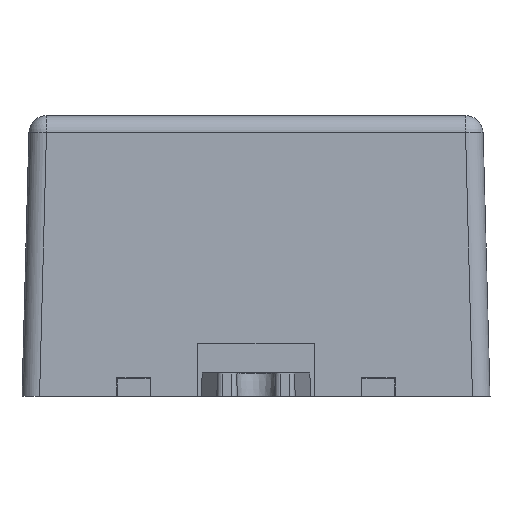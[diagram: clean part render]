
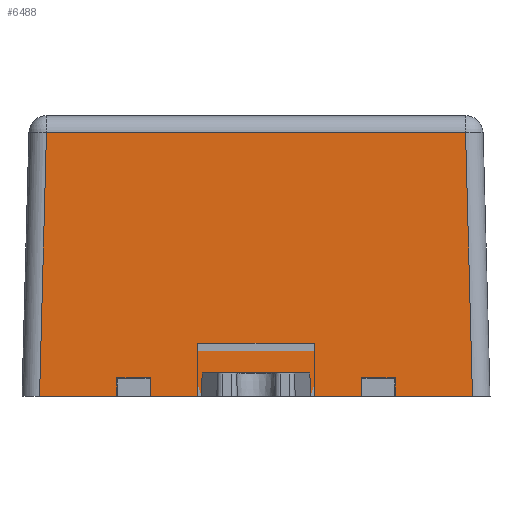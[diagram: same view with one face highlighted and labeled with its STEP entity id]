
A CAD part, left-side view. The second image highlights one B-rep face of the part: STEP entity #6488.
In plain terms, the highlighted planar face has unit normal (-1, 0, 0.026).
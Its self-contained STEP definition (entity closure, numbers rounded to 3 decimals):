
#3339=DIRECTION('',(0.,-1.,0.));
#3340=VECTOR('',#3339,6.601);
#3341=CARTESIAN_POINT('',(2342.342,-137.97,
-9.95));
#3342=LINE('',#3341,#3340);
#3343=CARTESIAN_POINT('',(2342.342,-144.571,-9.95));
#3371=DIRECTION('',(-0.026,0.,-1.));
#3372=VECTOR('',#3371,1.601);
#3373=CARTESIAN_POINT('',(2342.384,-137.97,
-8.35));
#3374=LINE('',#3373,#3372);
#3379=DIRECTION('',(0.,-1.,0.));
#3380=VECTOR('',#3379,2.9);
#3381=CARTESIAN_POINT('',(2342.384,-135.07,
-8.35));
#3382=LINE('',#3381,#3380);
#3391=DIRECTION('',(0.026,0.,1.));
#3392=VECTOR('',#3391,1.601);
#3393=CARTESIAN_POINT('',(2342.342,-135.07,-9.95));
#3394=LINE('',#3393,#3392);
#3633=DIRECTION('',(-0.026,0.026,-0.999));
#3634=VECTOR('',#3633,22.555);
#3635=CARTESIAN_POINT('',(2342.932,-108.16,12.589));
#3636=LINE('',#3635,#3634);
#3637=DIRECTION('',(0.,1.,0.));
#3638=VECTOR('',#3637,35.821);
#3639=CARTESIAN_POINT('',(2342.932,-143.98,12.589));
#3640=LINE('',#3639,#3638);
#3641=DIRECTION('',(0.026,0.026,0.999));
#3642=VECTOR('',#3641,22.555);
#3643=CARTESIAN_POINT('',(2342.342,-144.571,
-9.95));
#3644=LINE('',#3643,#3642);
#3645=DIRECTION('',(0.,-1.,0.));
#3646=VECTOR('',#3645,4.35);
#3647=CARTESIAN_POINT('',(2342.342,-130.72,
-9.95));
#3648=LINE('',#3647,#3646);
#3649=DIRECTION('',(-0.026,-0.022,-0.999));
#3650=VECTOR('',#3649,2.001);
#3651=CARTESIAN_POINT('',(2342.394,-130.676,
-7.95));
#3652=LINE('',#3651,#3650);
#3653=DIRECTION('',(0.,-1.,0.));
#3654=VECTOR('',#3653,9.212);
#3655=CARTESIAN_POINT('',(2342.394,-121.464,
-7.95));
#3656=LINE('',#3655,#3654);
#3657=DIRECTION('',(0.026,-0.022,0.999));
#3658=VECTOR('',#3657,2.001);
#3659=CARTESIAN_POINT('',(2342.342,-121.42,
-9.95));
#3660=LINE('',#3659,#3658);
#3661=DIRECTION('',(0.,-1.,0.));
#3662=VECTOR('',#3661,4.35);
#3663=CARTESIAN_POINT('',(2342.342,-117.07,
-9.95));
#3664=LINE('',#3663,#3662);
#3669=DIRECTION('',(0.026,0.,1.));
#3670=VECTOR('',#3669,1.601);
#3671=CARTESIAN_POINT('',(2342.342,-114.17,
-9.95));
#3672=LINE('',#3671,#3670);
#3701=DIRECTION('',(0.,-1.,0.));
#3702=VECTOR('',#3701,6.601);
#3703=CARTESIAN_POINT('',(2342.342,-107.57,
-9.95));
#3704=LINE('',#3703,#3702);
#4414=CARTESIAN_POINT('',(2342.932,-143.98,12.589));
#4431=CARTESIAN_POINT('',(2342.932,-108.16,12.589));
#4975=DIRECTION('',(0.,-1.,0.));
#4976=VECTOR('',#4975,2.9);
#4977=CARTESIAN_POINT('',(2342.384,-114.17,
-8.35));
#4978=LINE('',#4977,#4976);
#4983=DIRECTION('',(-0.026,0.,-1.));
#4984=VECTOR('',#4983,1.601);
#4985=CARTESIAN_POINT('',(2342.384,-117.07,
-8.35));
#4986=LINE('',#4985,#4984);
#5855=VERTEX_POINT('',#4414);
#5860=VERTEX_POINT('',#4431);
#5951=CARTESIAN_POINT('',(2342.384,-114.17,
-8.35));
#5952=VERTEX_POINT('',#5951);
#5953=CARTESIAN_POINT('',(2342.384,-117.07,
-8.35));
#5954=VERTEX_POINT('',#5953);
#5955=CARTESIAN_POINT('',(2342.342,-114.17,
-9.95));
#5956=VERTEX_POINT('',#5955);
#5957=CARTESIAN_POINT('',(2342.342,-117.07,
-9.95));
#5958=VERTEX_POINT('',#5957);
#5991=CARTESIAN_POINT('',(2342.342,-135.07,-9.95));
#5992=VERTEX_POINT('',#5991);
#5993=CARTESIAN_POINT('',(2342.384,-135.07,
-8.35));
#5994=VERTEX_POINT('',#5993);
#5995=CARTESIAN_POINT('',(2342.384,-137.97,
-8.35));
#5996=VERTEX_POINT('',#5995);
#5997=CARTESIAN_POINT('',(2342.342,-137.97,
-9.95));
#5998=VERTEX_POINT('',#5997);
#6008=VERTEX_POINT('',#3343);
#6013=CARTESIAN_POINT('',(2342.342,-107.57,
-9.95));
#6014=VERTEX_POINT('',#6013);
#6021=CARTESIAN_POINT('',(2342.342,-130.72,
-9.95));
#6022=VERTEX_POINT('',#6021);
#6023=CARTESIAN_POINT('',(2342.394,-130.676,
-7.95));
#6024=VERTEX_POINT('',#6023);
#6025=CARTESIAN_POINT('',(2342.394,-121.464,
-7.95));
#6026=VERTEX_POINT('',#6025);
#6027=CARTESIAN_POINT('',(2342.342,-121.42,
-9.95));
#6028=VERTEX_POINT('',#6027);
#6455=CARTESIAN_POINT('',(2342.629,-126.07,1.025));
#6456=DIRECTION('',(1.,0.,-0.026));
#6457=DIRECTION('',(0.019,0.707,0.707));
#6458=AXIS2_PLACEMENT_3D('',#6455,#6456,#6457);
#6459=PLANE('',#6458);
#6461=ORIENTED_EDGE('',*,*,#6460,.F.);
#6463=ORIENTED_EDGE('',*,*,#6462,.F.);
#6465=ORIENTED_EDGE('',*,*,#6464,.F.);
#6467=ORIENTED_EDGE('',*,*,#6466,.F.);
#6469=ORIENTED_EDGE('',*,*,#6468,.F.);
#6470=ORIENTED_EDGE('',*,*,#6282,.F.);
#6471=ORIENTED_EDGE('',*,*,#6308,.F.);
#6472=ORIENTED_EDGE('',*,*,#6322,.F.);
#6473=ORIENTED_EDGE('',*,*,#6336,.F.);
#6474=ORIENTED_EDGE('',*,*,#6386,.F.);
#6476=ORIENTED_EDGE('',*,*,#6475,.F.);
#6478=ORIENTED_EDGE('',*,*,#6477,.F.);
#6480=ORIENTED_EDGE('',*,*,#6479,.F.);
#6481=ORIENTED_EDGE('',*,*,#6348,.F.);
#6483=ORIENTED_EDGE('',*,*,#6482,.F.);
#6485=ORIENTED_EDGE('',*,*,#6484,.F.);
#6486=EDGE_LOOP('',(#6461,#6463,#6465,#6467,#6469,#6470,#6471,#6472,#6473,#6474,
#6476,#6478,#6480,#6481,#6483,#6485));
#6487=FACE_OUTER_BOUND('',#6486,.F.);
#6488=ADVANCED_FACE('',(#6487),#6459,.F.);
#6282=EDGE_CURVE('',#5998,#6008,#3342,.T.);
#6308=EDGE_CURVE('',#5996,#5998,#3374,.T.);
#6322=EDGE_CURVE('',#5994,#5996,#3382,.T.);
#6336=EDGE_CURVE('',#5992,#5994,#3394,.T.);
#6348=EDGE_CURVE('',#5958,#6028,#3664,.T.);
#6386=EDGE_CURVE('',#6022,#5992,#3648,.T.);
#6460=EDGE_CURVE('',#5956,#5952,#3672,.T.);
#6462=EDGE_CURVE('',#6014,#5956,#3704,.T.);
#6464=EDGE_CURVE('',#5860,#6014,#3636,.T.);
#6466=EDGE_CURVE('',#5855,#5860,#3640,.T.);
#6468=EDGE_CURVE('',#6008,#5855,#3644,.T.);
#6475=EDGE_CURVE('',#6024,#6022,#3652,.T.);
#6477=EDGE_CURVE('',#6026,#6024,#3656,.T.);
#6479=EDGE_CURVE('',#6028,#6026,#3660,.T.);
#6482=EDGE_CURVE('',#5954,#5958,#4986,.T.);
#6484=EDGE_CURVE('',#5952,#5954,#4978,.T.);
